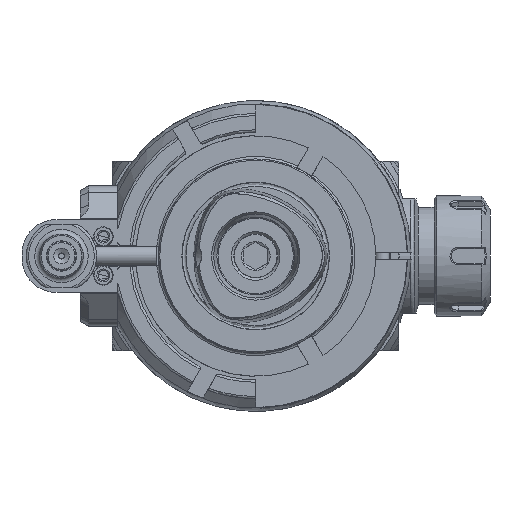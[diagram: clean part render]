
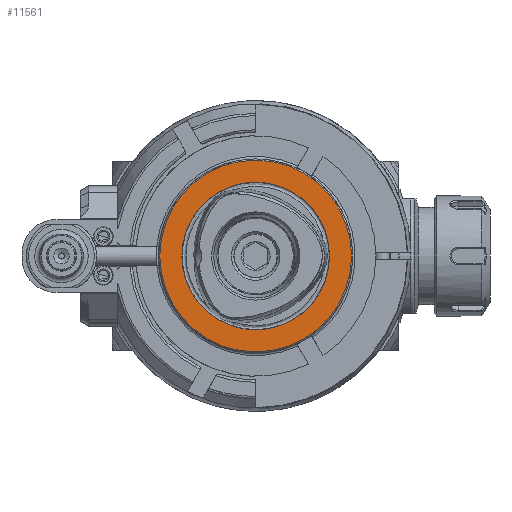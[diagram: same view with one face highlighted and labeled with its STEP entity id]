
A CAD part, left-side view. The second image highlights one B-rep face of the part: STEP entity #11561.
In plain terms, the highlighted planar face has unit normal (-1, 0, 0).
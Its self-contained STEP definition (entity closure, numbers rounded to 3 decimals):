
#2384=FACE_BOUND('',#3570,.T.);
#2820=FACE_OUTER_BOUND('',#3569,.T.);
#3569=EDGE_LOOP('',(#9621));
#3570=EDGE_LOOP('',(#9622));
#4264=CIRCLE('',#12654,39.5);
#4265=CIRCLE('',#12656,30.414);
#5281=VERTEX_POINT('',#35297);
#5282=VERTEX_POINT('',#35301);
#6814=EDGE_CURVE('',#5281,#5281,#4264,.T.);
#6815=EDGE_CURVE('',#5282,#5282,#4265,.T.);
#9621=ORIENTED_EDGE('',*,*,#6814,.T.);
#9622=ORIENTED_EDGE('',*,*,#6815,.T.);
#11023=PLANE('',#12655);
#11561=ADVANCED_FACE('',(#2820,#2384),#11023,.T.);
#12654=AXIS2_PLACEMENT_3D('',#35299,#15177,#15178);
#12655=AXIS2_PLACEMENT_3D('',#35300,#15179,#15180);
#12656=AXIS2_PLACEMENT_3D('',#35302,#15181,#15182);
#15177=DIRECTION('center_axis',(-1.,0.,0.));
#15178=DIRECTION('ref_axis',(0.,-1.,0.));
#15179=DIRECTION('center_axis',(-1.,0.,0.));
#15180=DIRECTION('ref_axis',(0.,1.,0.));
#15181=DIRECTION('center_axis',(1.,0.,0.));
#15182=DIRECTION('ref_axis',(0.,1.,0.));
#35297=CARTESIAN_POINT('',(-264.5,39.5,0.));
#35299=CARTESIAN_POINT('Origin',(-264.5,0.,0.));
#35300=CARTESIAN_POINT('Origin',(-264.5,0.,0.));
#35301=CARTESIAN_POINT('',(-264.5,-30.414,0.));
#35302=CARTESIAN_POINT('Origin',(-264.5,0.,0.));
